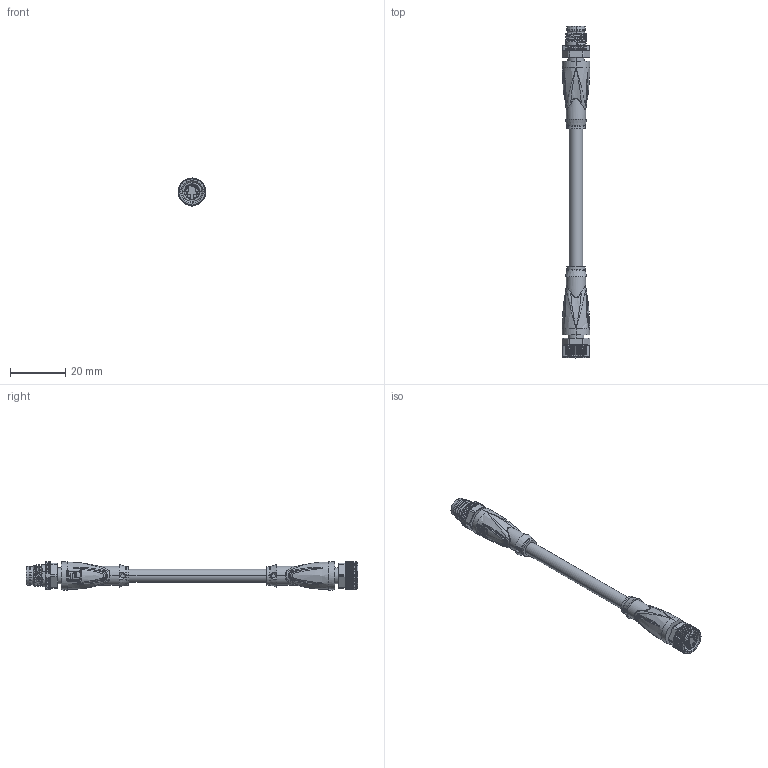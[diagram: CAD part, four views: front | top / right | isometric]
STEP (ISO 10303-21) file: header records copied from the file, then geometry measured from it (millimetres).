
FILE_DESCRIPTION(('STEP AP214'),'1');
FILE_NAME('cctmp_BDE81169-5472-4A34-8B61-09DBD5B9991C_2022_04_27_10_48_40_0256..stp','2022-04-27T08:48:49',('KiM GmbH'),('CADClick - www.CADClick.com'),'Spatial InterOp 3D postprocessed',' ','unknown authorization');
FILE_SCHEMA(('AUTOMOTIVE_DESIGN'));
Length unit declared in the file: millimetre
Products named in the file (9): Connection2; Connection2_2; Connection2_1; T193875_1; Cable; Connection1; Connection1_2; Connection1_1; T193875
Assembly tree (8 placements, depth 4):
  T193875
    T193875_1
      Connection2
        Connection2_2
        Connection2_1
      Cable
      Connection1
        Connection1_2
        Connection1_1
Bounding box: 10 x 120.3 x 10.15 mm (x, y, z)
Volume: 4764.6 mm3; surface area: 4869.4 mm2
Topology: 8 solids, 10 shells, 1699 faces, 4521 edges, 2882 vertices
Faces by surface type: plane 856, bspline 233, torus 212, cylinder 199, cone 163, extrusion 28, sphere 8
Entity records: 125030 total; most frequent: CARTESIAN_POINT 72142, ORIENTED_EDGE 9018, DIRECTION 7408, EDGE_CURVE 4513, STYLED_ITEM 3585, PRESENTATION_STYLE_ASSIGNMENT 3585, VERTEX_POINT 2882, AXIS2_PLACEMENT_3D 2500
